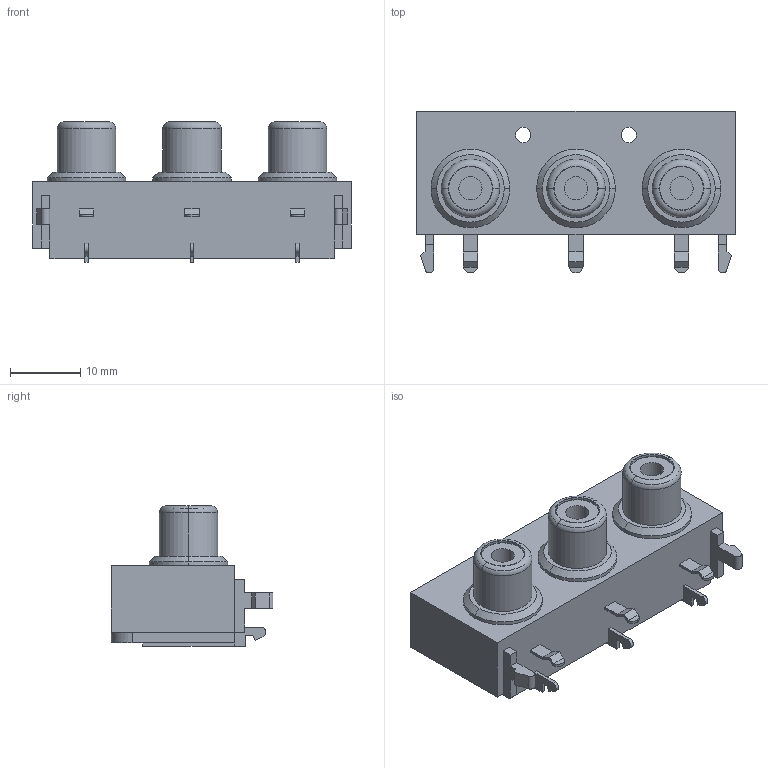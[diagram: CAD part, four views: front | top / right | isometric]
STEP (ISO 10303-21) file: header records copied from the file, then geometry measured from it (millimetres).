
FILE_DESCRIPTION (( 'STEP AP214' ), '1' );
FILE_NAME ('CUI_DEVICES_RCJ-32265.step', '2019-10-21T00:27:53', ( '' ), ( '' ), 'SwSTEP 2.0', 'SolidWorks 2019', '' );
FILE_SCHEMA (( 'AUTOMOTIVE_DESIGN' ));
Length unit declared in the file: millimetre
Products named in the file (5): PLUG_Red; PLUG_Blue; CUI_DEVICES_RCJ-32265; PLUG_Green; RCJ-32_RCJ-32
Assembly tree (4 placements, depth 2):
  CUI_DEVICES_RCJ-32265
    RCJ-32_RCJ-32
    PLUG_Red
    PLUG_Green
    PLUG_Blue
Bounding box: 45.3 x 23 x 20 mm (x, y, z)
Volume: 9652.7 mm3; surface area: 6084 mm2
Topology: 13 solids, 13 shells, 196 faces, 464 edges, 300 vertices
Faces by surface type: plane 128, cylinder 50, torus 12, cone 6
Entity records: 7192 total; most frequent: CARTESIAN_POINT 1003, DIRECTION 990, ORIENTED_EDGE 928, EDGE_CURVE 464, AXIS2_PLACEMENT_3D 335, LINE 320, VECTOR 320, VERTEX_POINT 300
